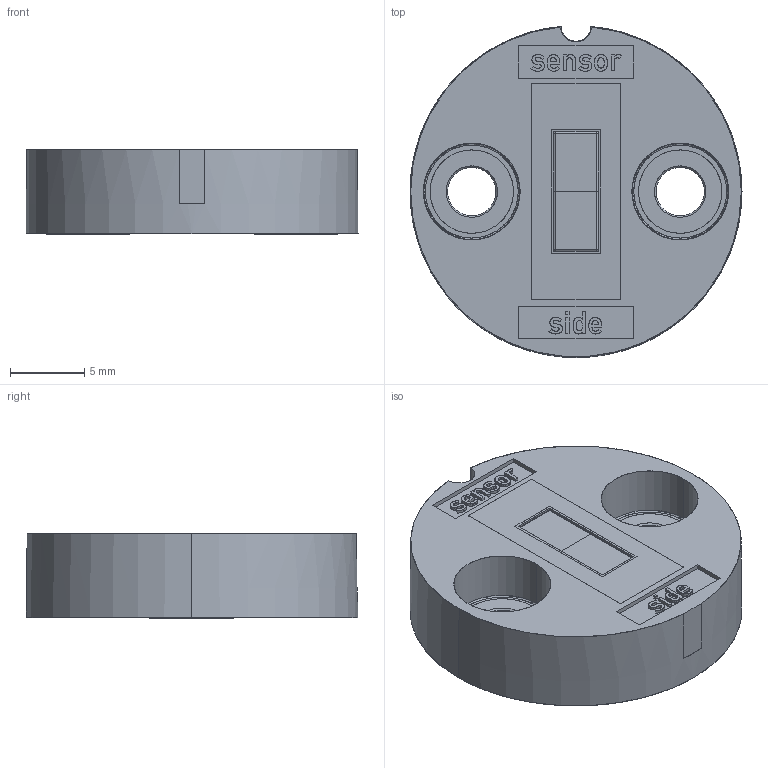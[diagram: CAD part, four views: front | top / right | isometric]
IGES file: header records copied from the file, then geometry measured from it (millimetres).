
Start section: SolidWorks IGES file using analytic representation for surfaces
Global section: file name: Z-TFC-P30.IGS; native system: SolidWorks 2020; preprocessor: SolidWorks 2020; author: Schlichter; date: 211201.113423; units: millimetre
Bounding box: 22.3 x 22.25 x 5.7 mm (x, y, z)
Surface area: 2414.5 mm2 (no closed solid volume)
Topology: 0 solids, 0 shells, 550 faces, 5646 edges, 5638 vertices
Faces by surface type: bspline 387, revolution 163
